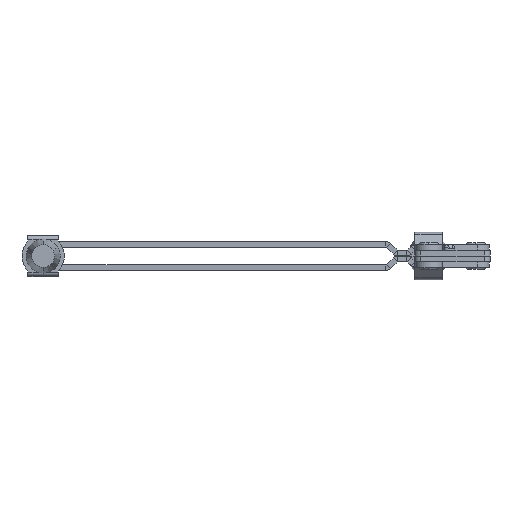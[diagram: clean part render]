
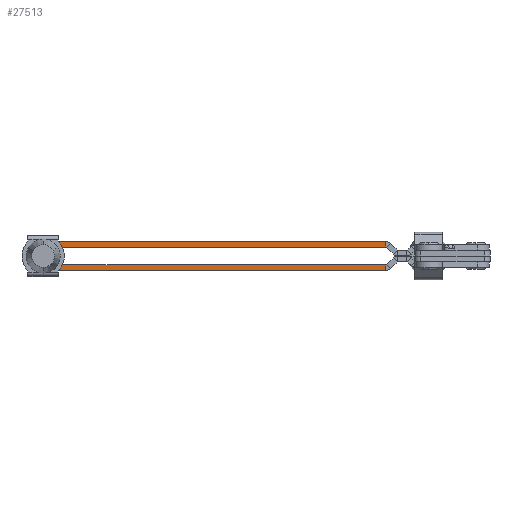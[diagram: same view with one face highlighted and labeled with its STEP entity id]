
A CAD part, front view. The second image highlights one B-rep face of the part: STEP entity #27513.
In plain terms, the highlighted face is planar.
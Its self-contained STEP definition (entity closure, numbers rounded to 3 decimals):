
#1184 = FACE_OUTER_BOUND ( 'NONE', #24521, .T. ) ;
#7401 = CARTESIAN_POINT ( 'NONE',  ( -149.4, -7.7, 17. ) ) ;
#7665 = CARTESIAN_POINT ( 'NONE',  ( 31.251, 7.7, 17. ) ) ;
#7740 = CARTESIAN_POINT ( 'NONE',  ( 31.251, -7.7, 17. ) ) ;
#7815 = CARTESIAN_POINT ( 'NONE',  ( -148.5, 7.7, 17. ) ) ;
#8241 = CARTESIAN_POINT ( 'NONE',  ( 31.251, 4.701, 17. ) ) ;
#8326 = CARTESIAN_POINT ( 'NONE',  ( -149.203, -4.701, 17. ) ) ;
#8502 = CARTESIAN_POINT ( 'NONE',  ( 31.251, -4.701, 17. ) ) ;
#8533 = CARTESIAN_POINT ( 'NONE',  ( -148.5, 4.701, 17. ) ) ;
#8608 = EDGE_CURVE ( 'NONE', #26237, #21239, #20557, .T. ) ;
#8824 = EDGE_CURVE ( 'NONE', #23602, #25904, #20405, .T. ) ;
#9872 = EDGE_CURVE ( 'NONE', #20895, #20950, #12840, .T. ) ;
#9875 = EDGE_CURVE ( 'NONE', #20950, #20883, #12838, .T. ) ;
#9878 = EDGE_CURVE ( 'NONE', #20883, #21011, #12834, .T. ) ;
#9881 = EDGE_CURVE ( 'NONE', #21011, #26237, #12831, .T. ) ;
#9885 = EDGE_CURVE ( 'NONE', #21239, #23602, #12828, .T. ) ;
#9887 = EDGE_CURVE ( 'NONE', #25904, #20895, #12825, .T. ) ;
#12820 = VECTOR ( 'NONE', #18913, 1000. ) ;
#12825 = LINE ( 'NONE', #18915, #12820 ) ;
#12827 = VECTOR ( 'NONE', #18906, 1000. ) ;
#12828 = CIRCLE ( 'NONE', #17800, 7.726 ) ;
#12830 = VECTOR ( 'NONE', #18927, 1000. ) ;
#12831 = LINE ( 'NONE', #18908, #12827 ) ;
#12834 = LINE ( 'NONE', #18936, #12830 ) ;
#12837 = VECTOR ( 'NONE', #18916, 1000. ) ;
#12838 = CIRCLE ( 'NONE', #17797, 4.727 ) ;
#12840 = LINE ( 'NONE', #18917, #12837 ) ;
#13652 = CARTESIAN_POINT ( 'NONE',  ( 0., 7.7, 17. ) ) ;
#13656 = PLANE ( 'NONE',  #18708 ) ;
#13658 = DIRECTION ( 'NONE',  ( 0., 0., -1. ) ) ;
#13659 = DIRECTION ( 'NONE',  ( -1., 0., 0. ) ) ;
#14571 = ORIENTED_EDGE ( 'NONE', *, *, #9875, .T. ) ;
#14572 = ORIENTED_EDGE ( 'NONE', *, *, #9885, .T. ) ;
#14650 = ORIENTED_EDGE ( 'NONE', *, *, #9887, .T. ) ;
#14652 = ORIENTED_EDGE ( 'NONE', *, *, #8824, .T. ) ;
#14653 = ORIENTED_EDGE ( 'NONE', *, *, #9881, .T. ) ;
#14654 = ORIENTED_EDGE ( 'NONE', *, *, #8608, .T. ) ;
#14655 = ORIENTED_EDGE ( 'NONE', *, *, #9878, .T. ) ;
#14657 = ORIENTED_EDGE ( 'NONE', *, *, #9872, .T. ) ;
#17797 = AXIS2_PLACEMENT_3D ( 'NONE', #18912, #18911, #18909 ) ;
#17800 = AXIS2_PLACEMENT_3D ( 'NONE', #18901, #18900, #18899 ) ;
#18708 = AXIS2_PLACEMENT_3D ( 'NONE', #13652, #13658, #13659 ) ;
#18899 = DIRECTION ( 'NONE',  ( 1., 0., 0. ) ) ;
#18900 = DIRECTION ( 'NONE',  ( 0., 0., 1. ) ) ;
#18901 = CARTESIAN_POINT ( 'NONE',  ( -148.5, -0.026, 17. ) ) ;
#18906 = DIRECTION ( 'NONE',  ( 0., 1., 0. ) ) ;
#18908 = CARTESIAN_POINT ( 'NONE',  ( 31.251, 4.701, 17. ) ) ;
#18909 = DIRECTION ( 'NONE',  ( 1., 0., 0. ) ) ;
#18911 = DIRECTION ( 'NONE',  ( 0., 0., -1. ) ) ;
#18912 = CARTESIAN_POINT ( 'NONE',  ( -148.5, -0.026, 17. ) ) ;
#18913 = DIRECTION ( 'NONE',  ( 0., 1., 0. ) ) ;
#18915 = CARTESIAN_POINT ( 'NONE',  ( 31.251, -7.7, 17. ) ) ;
#18916 = DIRECTION ( 'NONE',  ( -1., 0., 0. ) ) ;
#18917 = CARTESIAN_POINT ( 'NONE',  ( 0., -4.701, 17. ) ) ;
#18927 = DIRECTION ( 'NONE',  ( 1., 0., 0. ) ) ;
#18936 = CARTESIAN_POINT ( 'NONE',  ( 1.4, 4.701, 17. ) ) ;
#20400 = VECTOR ( 'NONE', #22503, 1000. ) ;
#20405 = LINE ( 'NONE', #22510, #20400 ) ;
#20554 = VECTOR ( 'NONE', #25512, 1000. ) ;
#20557 = LINE ( 'NONE', #25514, #20554 ) ;
#20883 = VERTEX_POINT ( 'NONE', #8533 ) ;
#20895 = VERTEX_POINT ( 'NONE', #8502 ) ;
#20950 = VERTEX_POINT ( 'NONE', #8326 ) ;
#21011 = VERTEX_POINT ( 'NONE', #8241 ) ;
#21239 = VERTEX_POINT ( 'NONE', #7815 ) ;
#22503 = DIRECTION ( 'NONE',  ( 1., 0., 0. ) ) ;
#22510 = CARTESIAN_POINT ( 'NONE',  ( 0., -7.7, 17. ) ) ;
#23602 = VERTEX_POINT ( 'NONE', #7401 ) ;
#24521 = EDGE_LOOP ( 'NONE', ( #14657, #14571, #14655, #14653, #14654, #14572, #14652, #14650 ) ) ;
#25512 = DIRECTION ( 'NONE',  ( -1., 0., 0. ) ) ;
#25514 = CARTESIAN_POINT ( 'NONE',  ( 1.4, 7.7, 17. ) ) ;
#25904 = VERTEX_POINT ( 'NONE', #7740 ) ;
#26237 = VERTEX_POINT ( 'NONE', #7665 ) ;
#27513 = ADVANCED_FACE ( 'NONE', ( #1184 ), #13656, .F. ) ;
